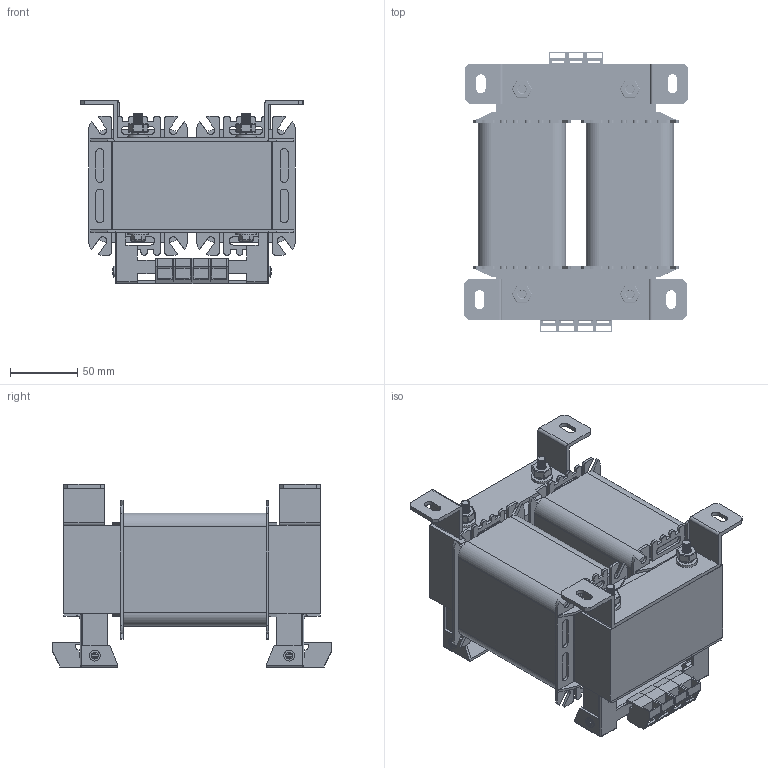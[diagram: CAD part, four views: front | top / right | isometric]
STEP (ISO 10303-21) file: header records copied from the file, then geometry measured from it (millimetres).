
FILE_DESCRIPTION((''),'2;1');
FILE_NAME('1000-20A','2024-07-10T13:45:35',('yanyan'),(''),'CREO PARAMETRIC BY PTC INC, 2020044','CREO PARAMETRIC BY PTC INC, 2020044','');
FILE_SCHEMA(('CONFIG_CONTROL_DESIGN','SHAPE_APPEARANCE_LAYERS_GROUPS'));
Products named in the file (1): 1000-20A
Bounding box: 166 x 207.21 x 135.9 mm (x, y, z)
Surface area: 375849.4 mm2 (no closed solid volume)
Topology: 0 solids, 43 shells, 2585 faces, 7089 edges, 4593 vertices
Faces by surface type: plane 1546, cylinder 851, bspline 104, sphere 52, torus 24, cone 8
Entity records: 102670 total; most frequent: CARTESIAN_POINT 37764, ORIENTED_EDGE 14142, DIRECTION 12456, EDGE_CURVE 7089, VECTOR 5048, LINE 5048, VERTEX_POINT 4593, AXIS2_PLACEMENT_3D 3704
